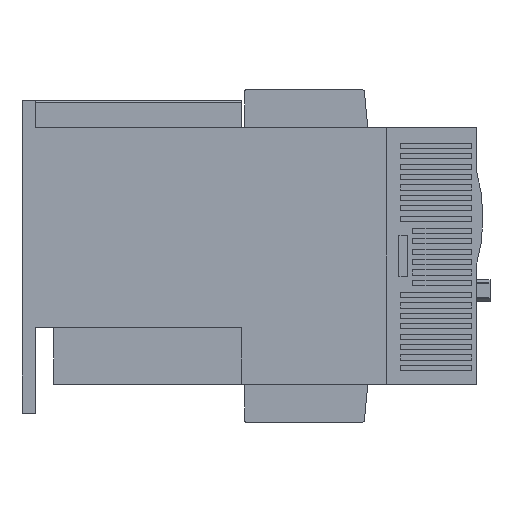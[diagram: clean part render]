
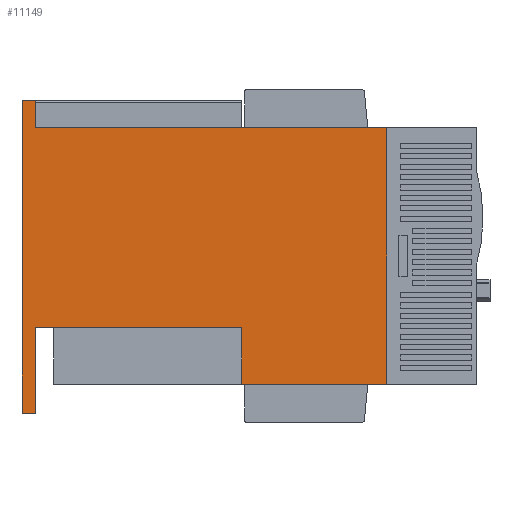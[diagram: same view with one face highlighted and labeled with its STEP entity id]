
A CAD part, left-side view. The second image highlights one B-rep face of the part: STEP entity #11149.
In plain terms, the highlighted planar face has unit normal (-1, 0, 0).
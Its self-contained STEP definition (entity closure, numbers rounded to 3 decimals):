
#11149=ADVANCED_FACE('',(#32214),#32215,.T.);
#13223=EDGE_CURVE('',#21103,#26975,#34488,.T.);
#13985=VERTEX_POINT('',#35313);
#14907=VERTEX_POINT('',#36313);
#15025=VERTEX_POINT('',#36439);
#16335=VERTEX_POINT('',#37880);
#16529=EDGE_CURVE('',#15025,#19139,#38099,.T.);
#17457=EDGE_CURVE('',#26975,#13985,#39131,.T.);
#18429=EDGE_CURVE('',#16335,#30919,#40219,.T.);
#19139=VERTEX_POINT('',#40997);
#19205=VERTEX_POINT('',#41071);
#20405=EDGE_CURVE('',#13985,#16335,#42398,.T.);
#21103=VERTEX_POINT('',#43174);
#25251=EDGE_CURVE('',#14907,#21103,#47785,.T.);
#25439=EDGE_CURVE('',#26605,#19205,#47988,.T.);
#26097=EDGE_CURVE('',#26605,#30919,#48690,.T.);
#26115=EDGE_CURVE('',#19139,#19205,#48711,.T.);
#26605=VERTEX_POINT('',#49249);
#26929=EDGE_CURVE('',#15025,#14907,#49614,.T.);
#26975=VERTEX_POINT('',#49665);
#30919=VERTEX_POINT('',#54019);
#32214=FACE_OUTER_BOUND('',#55663,.T.);
#32215=PLANE('',#55664);
#34488=LINE('',#59020,#59021);
#35313=CARTESIAN_POINT('',(-85.0,-126.5,-163.5));
#36313=CARTESIAN_POINT('',(-85.0,-7.5,-180.0));
#36439=CARTESIAN_POINT('',(-85.0,0.0,-180.0));
#37880=CARTESIAN_POINT('',(-85.0,-210.2,-163.5));
#38099=LINE('',#64486,#64487);
#39131=LINE('',#66016,#66017);
#40219=LINE('',#67570,#67571);
#40997=CARTESIAN_POINT('',(-85.0,0.0,0.0));
#41071=CARTESIAN_POINT('',(-85.0,-7.5,0.0));
#42398=LINE('',#70917,#70918);
#43174=CARTESIAN_POINT('',(-85.0,-7.5,-130.7));
#47785=LINE('',#78874,#78875);
#47988=LINE('',#79197,#79198);
#48690=LINE('',#80229,#80230);
#48711=LINE('',#80257,#80258);
#49249=CARTESIAN_POINT('',(-85.0,-7.5,-15.5));
#49614=LINE('',#81585,#81586);
#49665=CARTESIAN_POINT('',(-85.0,-126.5,-130.7));
#54019=CARTESIAN_POINT('',(-85.0,-210.2,-15.5));
#55663=EDGE_LOOP('',(#89946,#89947,#89948,#89949,#89950,#89951,#89952,#89953,#89954,#89955));
#55664=AXIS2_PLACEMENT_3D('',#89956,#89957,#89958);
#59020=CARTESIAN_POINT('',(-85.0,-3.75,-130.7));
#59021=VECTOR('',#92335,1.0);
#64486=CARTESIAN_POINT('',(-85.0,0.0,-180.0));
#64487=VECTOR('',#96059,1.0);
#66016=CARTESIAN_POINT('',(-85.0,-126.5,-167.675));
#66017=VECTOR('',#97161,1.0);
#67570=CARTESIAN_POINT('',(-85.0,-210.2,-163.5));
#67571=VECTOR('',#98492,1.0);
#70917=CARTESIAN_POINT('',(-85.0,-1.2,-163.5));
#70918=VECTOR('',#100897,1.0);
#78874=CARTESIAN_POINT('',(-85.0,-7.5,-167.675));
#78875=VECTOR('',#106955,1.0);
#79197=CARTESIAN_POINT('',(-85.0,-7.5,-180.0));
#79198=VECTOR('',#107166,1.0);
#80229=CARTESIAN_POINT('',(-85.0,-1.2,-15.5));
#80230=VECTOR('',#107770,1.0);
#80257=CARTESIAN_POINT('',(-85.0,0.0,0.0));
#80258=VECTOR('',#107804,1.0);
#81585=CARTESIAN_POINT('',(-85.0,0.0,-180.0));
#81586=VECTOR('',#108797,1.0);
#89946=ORIENTED_EDGE('',*,*,#17457,.T.);
#89947=ORIENTED_EDGE('',*,*,#20405,.T.);
#89948=ORIENTED_EDGE('',*,*,#18429,.T.);
#89949=ORIENTED_EDGE('',*,*,#26097,.F.);
#89950=ORIENTED_EDGE('',*,*,#25439,.T.);
#89951=ORIENTED_EDGE('',*,*,#26115,.F.);
#89952=ORIENTED_EDGE('',*,*,#16529,.F.);
#89953=ORIENTED_EDGE('',*,*,#26929,.T.);
#89954=ORIENTED_EDGE('',*,*,#25251,.T.);
#89955=ORIENTED_EDGE('',*,*,#13223,.T.);
#89956=CARTESIAN_POINT('',(-85.0,0.0,-180.0));
#89957=DIRECTION('',(-1.0,0.0,0.0));
#89958=DIRECTION('',(0.0,0.0,-1.0));
#92335=DIRECTION('',(0.0,-1.0,0.0));
#96059=DIRECTION('',(0.0,0.0,1.0));
#97161=DIRECTION('',(0.0,0.0,-1.0));
#98492=DIRECTION('',(0.0,0.0,1.0));
#100897=DIRECTION('',(0.0,-1.0,0.0));
#106955=DIRECTION('',(0.0,0.0,1.0));
#107166=DIRECTION('',(0.0,0.0,1.0));
#107770=DIRECTION('',(0.0,-1.0,0.0));
#107804=DIRECTION('',(0.0,-1.0,0.0));
#108797=DIRECTION('',(0.0,-1.0,0.0));
